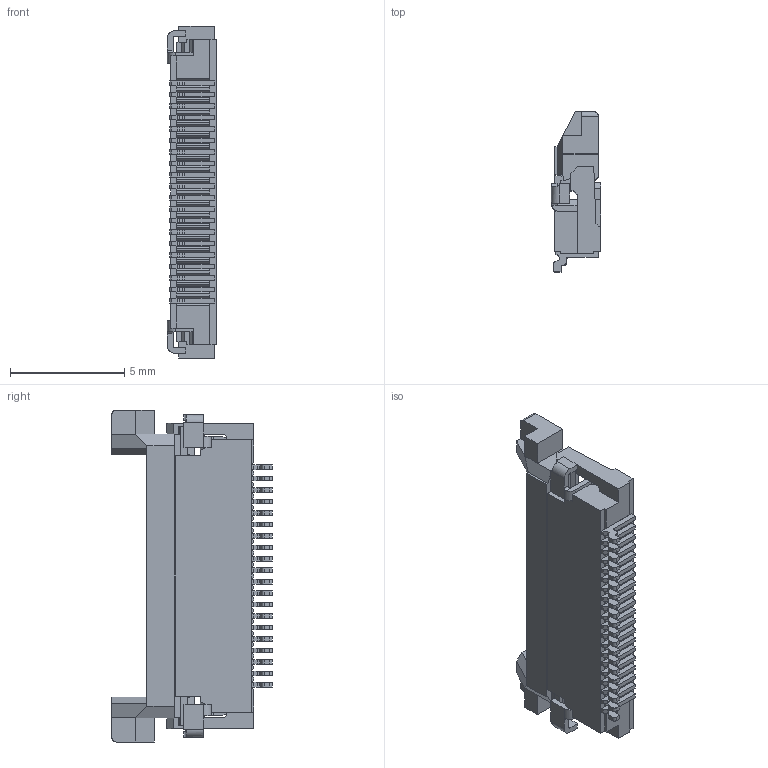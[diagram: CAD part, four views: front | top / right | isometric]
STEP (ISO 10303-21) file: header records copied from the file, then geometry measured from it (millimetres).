
FILE_DESCRIPTION(('OneSpaceDesigner STEP Export'),'2;1');
FILE_NAME('FH12A-20S-0.5SH.stp','2007-03-16T17:36:36',(''),(''),'OneSpace Designer STEP processor (Jan. 2003) for AP214(CD)(Solid Model)','OneSpace Designer 12.00 10-Sep-2003 (C) CoCreate Software GmbH','');
FILE_SCHEMA(('AUTOMOTIVE_DESIGN_CC2 {1 2 10303 214 -1 1 5 1}'));
Length unit declared in the file: millimetre
Products named in the file (2): FH12A-20S-0.5SH_Èª
Assembly tree (1 placements, depth 2):
  FH12A-20S-0.5SH_Èª
    FH12A-20S-0.5SH_Èª
Bounding box: 2.15 x 7 x 14.5 mm (x, y, z)
Volume: 90.2 mm3; surface area: 333.6 mm2
Topology: 1 solids, 1 shells, 769 faces, 2148 edges, 1416 vertices
Faces by surface type: plane 617, cylinder 150, bspline 2
Entity records: 24544 total; most frequent: CARTESIAN_POINT 4902, ORIENTED_EDGE 4296, DIRECTION 3758, EDGE_CURVE 2148, VECTOR 1806, LINE 1806, VERTEX_POINT 1416, AXIS2_PLACEMENT_3D 976
